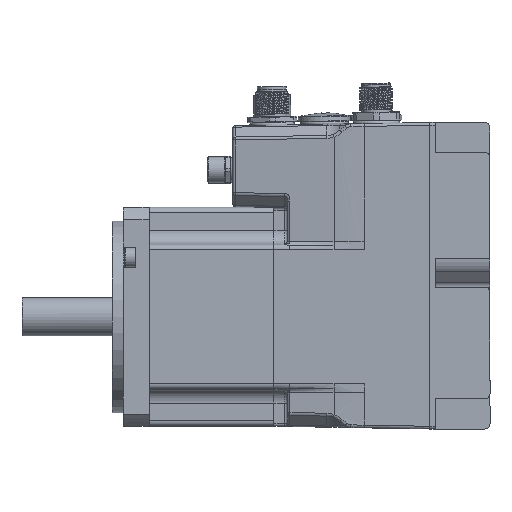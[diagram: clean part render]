
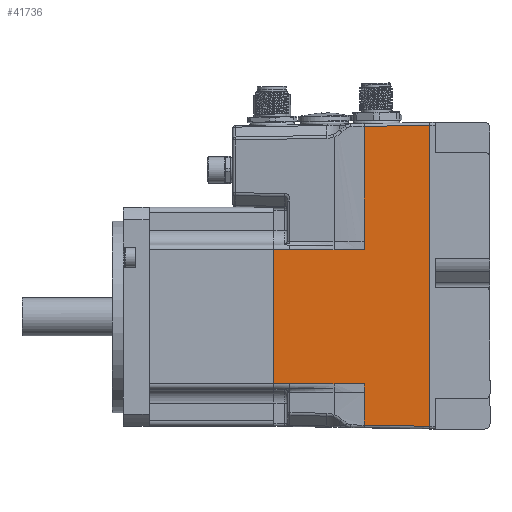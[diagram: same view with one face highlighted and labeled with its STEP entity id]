
A CAD part, left-side view. The second image highlights one B-rep face of the part: STEP entity #41736.
In plain terms, the highlighted planar face has unit normal (-1, 0.018, 0).
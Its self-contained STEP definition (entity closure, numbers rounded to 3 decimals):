
#1851=B_SPLINE_CURVE_WITH_KNOTS('',3,(#71008,#71009,#71010,#71011,#71012,
#71013),.UNSPECIFIED.,.F.,.F.,(4,2,4),(-43.006,-13.565,
-1.),.UNSPECIFIED.);
#2453=LINE('',#60607,#5540);
#2601=LINE('',#69836,#5688);
#2604=LINE('',#69845,#5691);
#2607=LINE('',#70221,#5694);
#2608=LINE('',#70445,#5695);
#2609=LINE('',#70969,#5696);
#2610=LINE('',#70971,#5697);
#2621=LINE('',#71015,#5708);
#2622=LINE('',#71017,#5709);
#2623=LINE('',#71019,#5710);
#2624=LINE('',#71021,#5711);
#2625=LINE('',#71022,#5712);
#2626=LINE('',#71023,#5713);
#5540=VECTOR('',#48656,10.);
#5688=VECTOR('',#49288,10.);
#5691=VECTOR('',#49299,10.);
#5694=VECTOR('',#49310,10.);
#5695=VECTOR('',#49311,10.);
#5696=VECTOR('',#49312,10.);
#5697=VECTOR('',#49313,10.);
#5708=VECTOR('',#49358,10.);
#5709=VECTOR('',#49359,10.);
#5710=VECTOR('',#49360,10.);
#5711=VECTOR('',#49361,10.);
#5712=VECTOR('',#49362,10.);
#5713=VECTOR('',#49363,10.);
#9158=FACE_OUTER_BOUND('',#11499,.T.);
#11499=EDGE_LOOP('',(#27271,#27272,#27273,#27274,#27275,#27276,#27277,#27278,
#27279,#27280,#27281,#27282,#27283,#27284));
#15946=VERTEX_POINT('',#60603);
#15948=VERTEX_POINT('',#60606);
#16140=VERTEX_POINT('',#69729);
#16150=VERTEX_POINT('',#69835);
#16152=VERTEX_POINT('',#69843);
#16161=VERTEX_POINT('',#70176);
#16162=VERTEX_POINT('',#70220);
#16165=VERTEX_POINT('',#70444);
#16167=VERTEX_POINT('',#70968);
#16168=VERTEX_POINT('',#70970);
#16178=VERTEX_POINT('',#71014);
#16179=VERTEX_POINT('',#71016);
#16180=VERTEX_POINT('',#71018);
#16181=VERTEX_POINT('',#71020);
#20111=EDGE_CURVE('',#15948,#15946,#2453,.F.);
#20467=EDGE_CURVE('',#16150,#16140,#2601,.T.);
#20472=EDGE_CURVE('',#15946,#16152,#2604,.T.);
#20482=EDGE_CURVE('',#16161,#16162,#2607,.T.);
#20486=EDGE_CURVE('',#16162,#16165,#2608,.T.);
#20491=EDGE_CURVE('',#16165,#16167,#2609,.T.);
#20492=EDGE_CURVE('',#16167,#16168,#2610,.T.);
#20512=EDGE_CURVE('',#16168,#16152,#1851,.T.);
#20513=EDGE_CURVE('',#16161,#16178,#2621,.T.);
#20514=EDGE_CURVE('',#16178,#16179,#2622,.T.);
#20515=EDGE_CURVE('',#16179,#16180,#2623,.T.);
#20516=EDGE_CURVE('',#16180,#16181,#2624,.T.);
#20517=EDGE_CURVE('',#16181,#16150,#2625,.T.);
#20518=EDGE_CURVE('',#16140,#15948,#2626,.T.);
#27271=ORIENTED_EDGE('',*,*,#20111,.T.);
#27272=ORIENTED_EDGE('',*,*,#20472,.T.);
#27273=ORIENTED_EDGE('',*,*,#20512,.F.);
#27274=ORIENTED_EDGE('',*,*,#20492,.F.);
#27275=ORIENTED_EDGE('',*,*,#20491,.F.);
#27276=ORIENTED_EDGE('',*,*,#20486,.F.);
#27277=ORIENTED_EDGE('',*,*,#20482,.F.);
#27278=ORIENTED_EDGE('',*,*,#20513,.T.);
#27279=ORIENTED_EDGE('',*,*,#20514,.T.);
#27280=ORIENTED_EDGE('',*,*,#20515,.T.);
#27281=ORIENTED_EDGE('',*,*,#20516,.T.);
#27282=ORIENTED_EDGE('',*,*,#20517,.T.);
#27283=ORIENTED_EDGE('',*,*,#20467,.T.);
#27284=ORIENTED_EDGE('',*,*,#20518,.T.);
#38241=PLANE('',#44330);
#41736=ADVANCED_FACE('',(#9158),#38241,.T.);
#44330=AXIS2_PLACEMENT_3D('',#71007,#49356,#49357);
#48656=DIRECTION('',(0.,0.,-1.));
#49288=DIRECTION('',(0.,0.,-1.));
#49299=DIRECTION('',(0.017,1.,-0.017));
#49310=DIRECTION('',(-0.017,-1.,0.));
#49311=DIRECTION('',(-0.017,-1.,0.));
#49312=DIRECTION('',(-0.017,-1.,0.));
#49313=DIRECTION('',(0.,0.,1.));
#49356=DIRECTION('center_axis',(-1.,0.017,0.));
#49357=DIRECTION('ref_axis',(0.,0.,
1.));
#49358=DIRECTION('',(0.,0.,-1.));
#49359=DIRECTION('',(-0.017,-1.,0.));
#49360=DIRECTION('',(-0.017,-1.,0.));
#49361=DIRECTION('',(-0.017,-1.,0.));
#49362=DIRECTION('',(0.,0.,-1.));
#49363=DIRECTION('',(-0.017,-1.,-0.017));
#60603=CARTESIAN_POINT('',(-40.995,-57.,69.995));
#60606=CARTESIAN_POINT('',(-40.995,-57.,-39.996));
#60607=CARTESIAN_POINT('',(-40.995,-57.,-46.185));
#69729=CARTESIAN_POINT('',(-40.576,-33.024,-39.577));
#69835=CARTESIAN_POINT('',(-40.576,-33.024,-27.57));
#69836=CARTESIAN_POINT('',(-40.576,-33.024,-27.57));
#69843=CARTESIAN_POINT('',(-40.576,-33.024,69.577));
#69845=CARTESIAN_POINT('',(-40.89,-51.,69.89));
#70176=CARTESIAN_POINT('',(-40.,0.,24.505));
#70220=CARTESIAN_POINT('',(-40.103,-5.906,24.505));
#70221=CARTESIAN_POINT('',(-40.,0.001,24.505));
#70444=CARTESIAN_POINT('',(-40.384,-22.,24.505));
#70445=CARTESIAN_POINT('',(-40.103,-5.906,24.505));
#70968=CARTESIAN_POINT('',(-40.576,-33.024,24.505));
#70969=CARTESIAN_POINT('',(-40.384,-22.,24.505));
#70970=CARTESIAN_POINT('',(-40.576,-33.024,27.57));
#70971=CARTESIAN_POINT('',(-40.576,-33.024,24.505));
#71007=CARTESIAN_POINT('Origin',(-39.651,20.,-41.25));
#71008=CARTESIAN_POINT('Ctrl Pts',(-40.576,-33.024,
27.57));
#71009=CARTESIAN_POINT('Ctrl Pts',(-40.576,-33.024,
37.384));
#71010=CARTESIAN_POINT('Ctrl Pts',(-40.576,-33.024,
47.198));
#71011=CARTESIAN_POINT('Ctrl Pts',(-40.576,-33.024,61.2));
#71012=CARTESIAN_POINT('Ctrl Pts',(-40.576,-33.024,
65.388));
#71013=CARTESIAN_POINT('Ctrl Pts',(-40.576,-33.024,
69.577));
#71014=CARTESIAN_POINT('',(-40.,0.,-24.505));
#71015=CARTESIAN_POINT('',(-40.,0.,-46.997));
#71016=CARTESIAN_POINT('',(-40.103,-5.906,-24.505));
#71017=CARTESIAN_POINT('',(-40.,0.001,-24.505));
#71018=CARTESIAN_POINT('',(-40.384,-22.,-24.505));
#71019=CARTESIAN_POINT('',(-40.103,-5.906,-24.505));
#71020=CARTESIAN_POINT('',(-40.576,-33.024,-24.505));
#71021=CARTESIAN_POINT('',(-40.384,-22.,-24.505));
#71022=CARTESIAN_POINT('',(-40.576,-33.024,-24.505));
#71023=CARTESIAN_POINT('',(-40.576,-33.024,-39.577));
